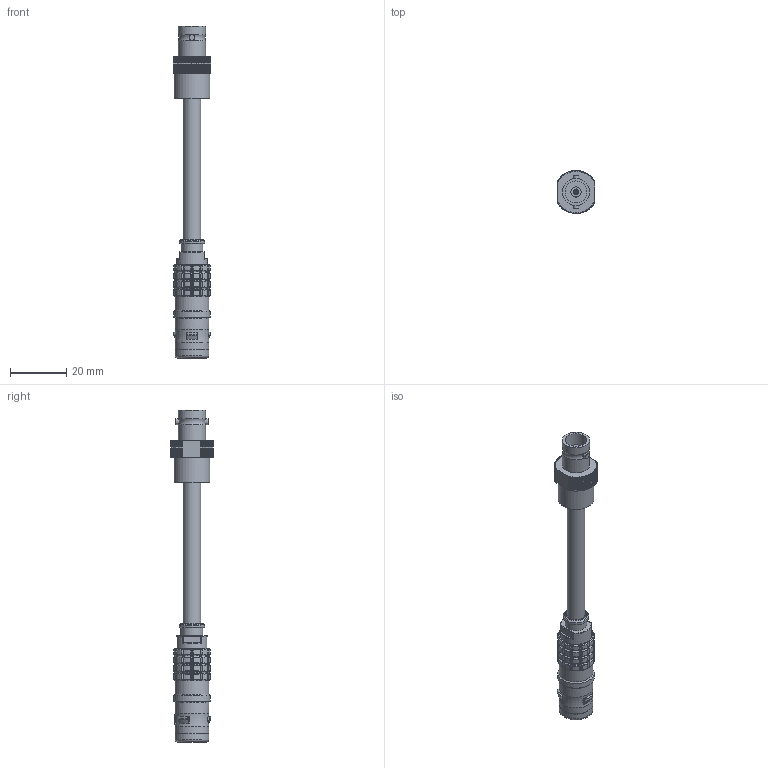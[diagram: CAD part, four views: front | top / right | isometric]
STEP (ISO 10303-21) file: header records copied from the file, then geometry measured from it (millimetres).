
FILE_DESCRIPTION(/* description */ (''),/* implementation_level */ '2;1');
FILE_NAME(/* name */ 'CMX2401.stp',/* time_stamp */ '2017-05-08T11:13:54-04:00',/* author */ ('aneininger'),/* organization */ ('CONNECTION TECHNOLOGY CENTER'),/* preprocessor_version */ 'ST-DEVELOPER v16.5',/* originating_system */ 'Autodesk Inventor 2017',/* authorisation */ '');
FILE_SCHEMA (('AUTOMOTIVE_DESIGN { 1 0 10303 214 3 1 1 }'));
Products named in the file (1): Part3
Bounding box: 13.46 x 15.24 x 117.68 mm (x, y, z)
Volume: 6366.4 mm3; surface area: 7710 mm2
Topology: 3 solids, 3 shells, 1750 faces, 4126 edges, 2252 vertices
Faces by surface type: cylinder 583, bspline 431, torus 312, plane 290, sphere 87, cone 47
Full cylindrical faces by diameter (mm): 0.127 x19, 0.203 x38, 0.673 x7, 0.889 x7, 1.27 x14, 2.032 x2, 2.095 x1, 3.175 x1, 3.353 x1, 3.614 x1, 3.988 x1, 4.115 x1, 4.142 x1, 4.267 x1, 5.855 x2, 6.096 x1, 6.223 x1, 7.112 x1, 7.797 x1, 7.798 x1, 7.976 x1, 8.077 x1, 8.992 x1, 9.652 x2, 9.906 x1, 10.986 x1, 11.43 x1, 11.481 x1, 11.989 x4, 12.7 x1
Entity records: 63995 total; most frequent: CARTESIAN_POINT 26324, ORIENTED_EDGE 7322, DIRECTION 7194, EDGE_CURVE 3658, AXIS2_PLACEMENT_3D 3085, VERTEX_POINT 2211, EDGE_LOOP 2069, STYLED_ITEM 1752
